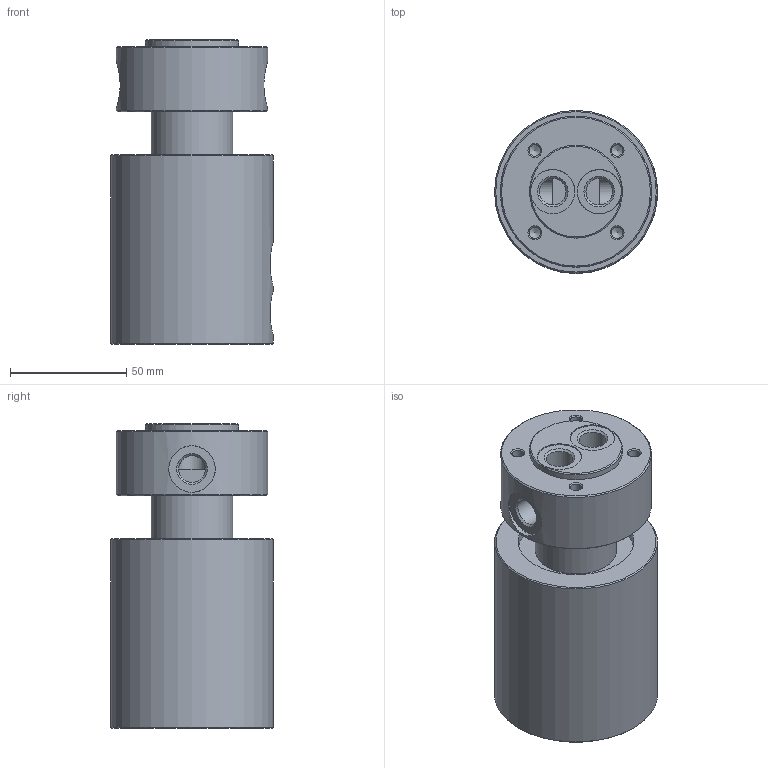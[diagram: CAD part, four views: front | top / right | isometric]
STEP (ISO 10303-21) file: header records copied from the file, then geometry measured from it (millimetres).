
FILE_DESCRIPTION(/* description */ ('STEP AP214'),/* implementation_level */ '2;1');
FILE_NAME(/* name */ '539288_GF-1_4-2',/* time_stamp */ '2024-08-28T20:19:23+02:00',/* author */ ('License CC BY-ND 4.0'),/* organization */ ('CADENAS'),/* preprocessor_version */ 'ST-DEVELOPER v19.3',/* originating_system */ 'PARTsolutions',/* authorisation */ ' ');
FILE_SCHEMA (('AUTOMOTIVE_DESIGN {1 0 10303 214 3 1 1}'));
Length unit declared in the file: millimetre
Products named in the file (1): 539288 GF-1/4-2
Bounding box: 70 x 70 x 131 mm (x, y, z)
Volume: 404741.9 mm3; surface area: 45613.8 mm2
Topology: 1 solids, 1 shells, 64 faces, 132 edges, 79 vertices
Faces by surface type: cylinder 23, cone 23, plane 18
Full cylindrical faces by diameter (mm): 4.917 x6, 11.445 x6, 19 x2, 20 x4, 35 x1, 40 x1, 50 x1, 65 x1, 70 x1
Entity records: 1420 total; most frequent: CARTESIAN_POINT 273, DIRECTION 256, ORIENTED_EDGE 136, FACE_BOUND 130, AXIS2_PLACEMENT_3D 127, EDGE_LOOP 124, EDGE_CURVE 68, VERTEX_POINT 68
